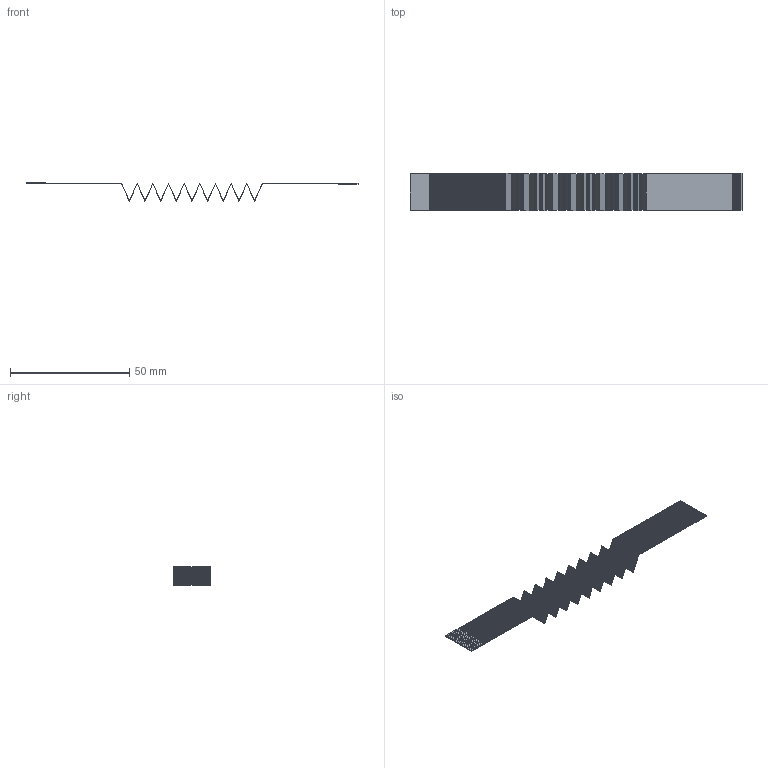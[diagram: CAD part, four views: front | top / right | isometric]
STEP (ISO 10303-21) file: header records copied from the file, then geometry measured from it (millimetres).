
FILE_DESCRIPTION(/* description */ ('Unknown'),/* implementation_level */ '2;1');
FILE_NAME(/* name */ '687730119002',/* time_stamp */ '2020-12-11T15:03:19+01:00',/* author */ ('Unknown'),/* organization */ ('Unknown'),/* preprocessor_version */ 'ST-DEVELOPER v16.7',/* originating_system */ 'DEX',/* authorisation */ $);
FILE_SCHEMA (('AUTOMOTIVE_DESIGN {1 0 10303 214 3 1 1}'));
Length unit declared in the file: millimetre
Products named in the file (2): 6877xx119002; 687730119002
Assembly tree (1 placements, depth 2):
  6877xx119002
    687730119002
Bounding box: 139.12 x 15.5 x 7.76 mm (x, y, z)
Volume: 326.4 mm3; surface area: 11347.3 mm2
Topology: 1 solids, 1 shells, 1564 faces, 4434 edges, 2872 vertices
Faces by surface type: plane 1564
Entity records: 60379 total; most frequent: CARTESIAN_POINT 8872, ORIENTED_EDGE 8868, DIRECTION 7566, EDGE_CURVE 4434, LINE 4434, VECTOR 4434, VERTEX_POINT 2872, AXIS2_PLACEMENT_3D 1566
